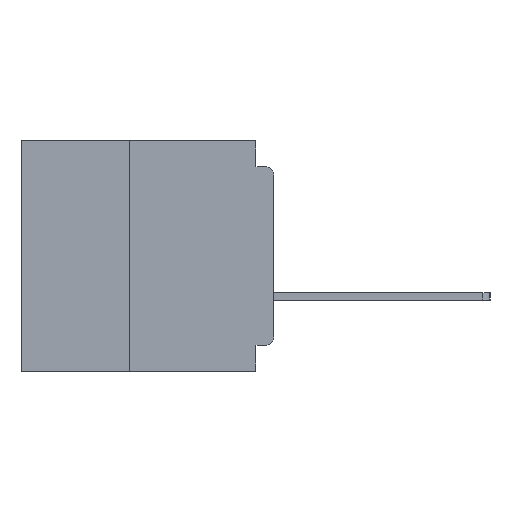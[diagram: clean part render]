
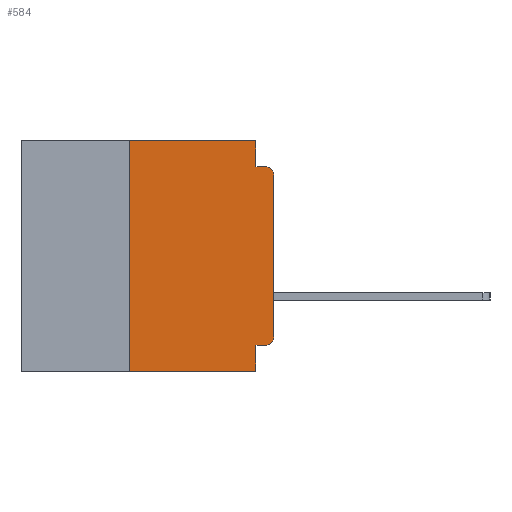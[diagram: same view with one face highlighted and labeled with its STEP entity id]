
A CAD part, left-side view. The second image highlights one B-rep face of the part: STEP entity #584.
In plain terms, the highlighted planar face has unit normal (-1, 0, 0).
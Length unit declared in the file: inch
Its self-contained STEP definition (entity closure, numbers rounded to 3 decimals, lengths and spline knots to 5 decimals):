
#222 = CARTESIAN_POINT ( 'NONE',  ( 0., 0.015, -0.355 ) ) ;
#584 = ADVANCED_FACE ( 'NONE', ( #30494 ), #4208, .F. ) ;
#1244 = CARTESIAN_POINT ( 'NONE',  ( 0., 0., -0.34 ) ) ;
#1438 = ORIENTED_EDGE ( 'NONE', *, *, #24507, .T. ) ;
#2031 = ORIENTED_EDGE ( 'NONE', *, *, #16293, .F. ) ;
#2500 = EDGE_LOOP ( 'NONE', ( #31492, #4383, #9015, #5149, #2031, #18049, #4481, #25946, #29380, #1438 ) ) ;
#2914 = VECTOR ( 'NONE', #35424, 39.37008 ) ;
#2946 = LINE ( 'NONE', #19320, #18749 ) ;
#3779 = CIRCLE ( 'NONE', #31427, 0.015 ) ;
#4208 = PLANE ( 'NONE',  #20759 ) ;
#4383 = ORIENTED_EDGE ( 'NONE', *, *, #6732, .T. ) ;
#4481 = ORIENTED_EDGE ( 'NONE', *, *, #12016, .T. ) ;
#4507 = CARTESIAN_POINT ( 'NONE',  ( 0., 0.25, -0.4 ) ) ;
#4529 = LINE ( 'NONE', #11615, #18569 ) ;
#5149 = ORIENTED_EDGE ( 'NONE', *, *, #22891, .F. ) ;
#5270 = DIRECTION ( 'NONE',  ( 0., 1., 0. ) ) ;
#5398 = DIRECTION ( 'NONE',  ( 0., 0., 1. ) ) ;
#5891 = VERTEX_POINT ( 'NONE', #28358 ) ;
#6525 = AXIS2_PLACEMENT_3D ( 'NONE', #8711, #28072, #11552 ) ;
#6718 = VERTEX_POINT ( 'NONE', #9809 ) ;
#6732 = EDGE_CURVE ( 'NONE', #20848, #5891, #3779, .T. ) ;
#7136 = EDGE_CURVE ( 'NONE', #34686, #9415, #4529, .T. ) ;
#7735 = VECTOR ( 'NONE', #31596, 39.37008 ) ;
#8581 = VECTOR ( 'NONE', #16986, 39.37008 ) ;
#8711 = CARTESIAN_POINT ( 'NONE',  ( 0., 0.015, -0.34 ) ) ;
#9015 = ORIENTED_EDGE ( 'NONE', *, *, #25352, .F. ) ;
#9415 = VERTEX_POINT ( 'NONE', #17043 ) ;
#9523 = CARTESIAN_POINT ( 'NONE',  ( 0., 0., -0.045 ) ) ;
#9809 = CARTESIAN_POINT ( 'NONE',  ( 0., 0.25, 0. ) ) ;
#10728 = CARTESIAN_POINT ( 'NONE',  ( 0., 0.437, 0. ) ) ;
#11102 = EDGE_CURVE ( 'NONE', #29770, #20848, #2946, .T. ) ;
#11165 = VECTOR ( 'NONE', #21265, 39.37008 ) ;
#11552 = DIRECTION ( 'NONE',  ( 0., 0., -1. ) ) ;
#11615 = CARTESIAN_POINT ( 'NONE',  ( 0., 0.031, -0.4 ) ) ;
#11904 = CARTESIAN_POINT ( 'NONE',  ( 0., 0.031, 0. ) ) ;
#12016 = EDGE_CURVE ( 'NONE', #26613, #9415, #30663, .T. ) ;
#12061 = CARTESIAN_POINT ( 'NONE',  ( 0., 0.031, 0. ) ) ;
#12188 = VERTEX_POINT ( 'NONE', #12061 ) ;
#13888 = CARTESIAN_POINT ( 'NONE',  ( 0., 0.437, 0. ) ) ;
#14204 = VECTOR ( 'NONE', #22961, 39.37008 ) ;
#14441 = DIRECTION ( 'NONE',  ( 0., 0., -1. ) ) ;
#15557 = DIRECTION ( 'NONE',  ( -1., 0., 0. ) ) ;
#16293 = EDGE_CURVE ( 'NONE', #6718, #12188, #34042, .T. ) ;
#16986 = DIRECTION ( 'NONE',  ( 0., -1., 0. ) ) ;
#17043 = CARTESIAN_POINT ( 'NONE',  ( 0., 0.031, -0.4 ) ) ;
#17625 = EDGE_CURVE ( 'NONE', #26613, #6718, #18621, .T. ) ;
#17849 = LINE ( 'NONE', #9523, #7735 ) ;
#17942 = VERTEX_POINT ( 'NONE', #222 ) ;
#18049 = ORIENTED_EDGE ( 'NONE', *, *, #17625, .F. ) ;
#18569 = VECTOR ( 'NONE', #14441, 39.37008 ) ;
#18621 = LINE ( 'NONE', #4507, #11165 ) ;
#18749 = VECTOR ( 'NONE', #5398, 39.37008 ) ;
#18888 = DIRECTION ( 'NONE',  ( 1., 0., 0. ) ) ;
#19071 = DIRECTION ( 'NONE',  ( 0., 0., -1. ) ) ;
#19320 = CARTESIAN_POINT ( 'NONE',  ( 0., 0., 0. ) ) ;
#20759 = AXIS2_PLACEMENT_3D ( 'NONE', #13888, #18888, #19071 ) ;
#20767 = VECTOR ( 'NONE', #5270, 39.37008 ) ;
#20848 = VERTEX_POINT ( 'NONE', #29143 ) ;
#21265 = DIRECTION ( 'NONE',  ( 0., 0., 1. ) ) ;
#22448 = LINE ( 'NONE', #11904, #14204 ) ;
#22891 = EDGE_CURVE ( 'NONE', #12188, #32863, #22448, .T. ) ;
#22961 = DIRECTION ( 'NONE',  ( 0., 0., -1. ) ) ;
#24507 = EDGE_CURVE ( 'NONE', #17942, #29770, #32094, .T. ) ;
#25352 = EDGE_CURVE ( 'NONE', #32863, #5891, #17849, .T. ) ;
#25946 = ORIENTED_EDGE ( 'NONE', *, *, #7136, .F. ) ;
#26613 = VERTEX_POINT ( 'NONE', #29281 ) ;
#27878 = CARTESIAN_POINT ( 'NONE',  ( 0., 0.437, -0.4 ) ) ;
#28072 = DIRECTION ( 'NONE',  ( -1., 0., 0. ) ) ;
#28358 = CARTESIAN_POINT ( 'NONE',  ( 0., 0.015, -0.045 ) ) ;
#28905 = LINE ( 'NONE', #30234, #20767 ) ;
#28955 = CARTESIAN_POINT ( 'NONE',  ( 0., 0.031, -0.355 ) ) ;
#29143 = CARTESIAN_POINT ( 'NONE',  ( 0., 0., -0.06 ) ) ;
#29281 = CARTESIAN_POINT ( 'NONE',  ( 0., 0.25, -0.4 ) ) ;
#29380 = ORIENTED_EDGE ( 'NONE', *, *, #34970, .F. ) ;
#29770 = VERTEX_POINT ( 'NONE', #1244 ) ;
#30234 = CARTESIAN_POINT ( 'NONE',  ( 0., 0., -0.355 ) ) ;
#30494 = FACE_OUTER_BOUND ( 'NONE', #2500, .T. ) ;
#30663 = LINE ( 'NONE', #27878, #8581 ) ;
#31427 = AXIS2_PLACEMENT_3D ( 'NONE', #31963, #15557, #34644 ) ;
#31492 = ORIENTED_EDGE ( 'NONE', *, *, #11102, .T. ) ;
#31596 = DIRECTION ( 'NONE',  ( 0., -1., 0. ) ) ;
#31963 = CARTESIAN_POINT ( 'NONE',  ( 0., 0.015, -0.06 ) ) ;
#32094 = CIRCLE ( 'NONE', #6525, 0.015 ) ;
#32863 = VERTEX_POINT ( 'NONE', #32928 ) ;
#32928 = CARTESIAN_POINT ( 'NONE',  ( 0., 0.031, -0.045 ) ) ;
#34042 = LINE ( 'NONE', #10728, #2914 ) ;
#34644 = DIRECTION ( 'NONE',  ( 0., 0., -1. ) ) ;
#34686 = VERTEX_POINT ( 'NONE', #28955 ) ;
#34970 = EDGE_CURVE ( 'NONE', #17942, #34686, #28905, .T. ) ;
#35424 = DIRECTION ( 'NONE',  ( 0., -1., 0. ) ) ;
